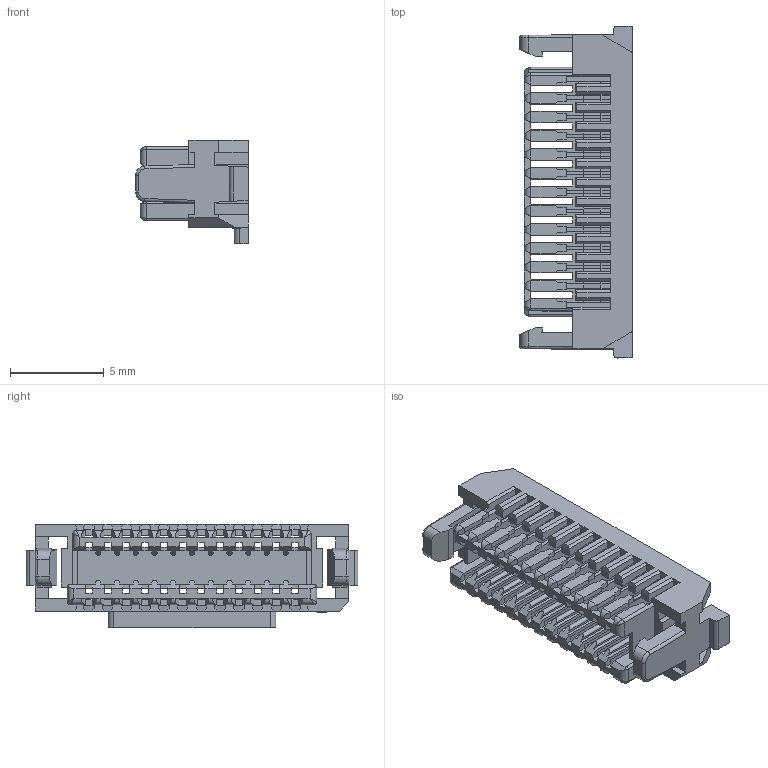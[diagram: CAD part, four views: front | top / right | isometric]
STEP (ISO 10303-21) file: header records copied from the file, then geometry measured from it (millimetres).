
FILE_DESCRIPTION (( 'STEP AP203' ), '1' );
FILE_NAME ('FHG10008-D24M2WHB.STEP', '2025-11-21T02:35:43', ( '' ), ( '' ), 'SwSTEP 2.0', 'SolidWorks 2021', '' );
FILE_SCHEMA (( 'CONFIG_CONTROL_DESIGN' ));
Length unit declared in the file: millimetre
Products named in the file (1): FHG10008-D24M2WHB
Bounding box: 6 x 17.71 x 5.51 mm (x, y, z)
Volume: 181.5 mm3; surface area: 986.6 mm2
Topology: 1 solids, 1 shells, 1163 faces, 3440 edges, 2204 vertices
Faces by surface type: plane 1081, cylinder 72, torus 6, bspline 4
Entity records: 38713 total; most frequent: CARTESIAN_POINT 7828, ORIENTED_EDGE 6880, DIRECTION 5724, EDGE_CURVE 3440, LINE 3284, VECTOR 3284, VERTEX_POINT 2204, AXIS2_PLACEMENT_3D 1220
